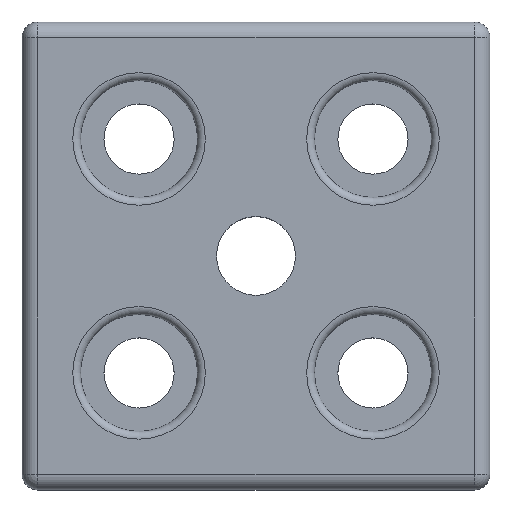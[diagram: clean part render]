
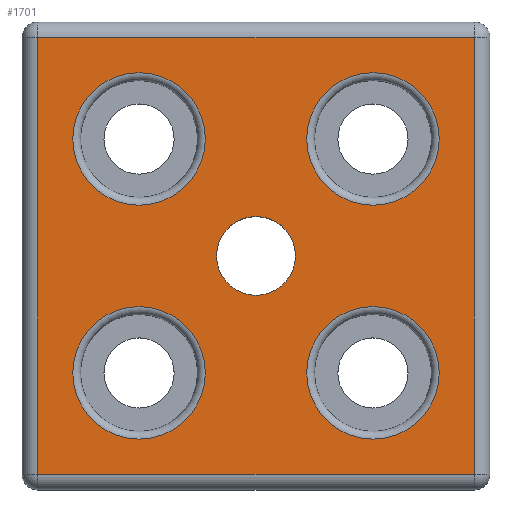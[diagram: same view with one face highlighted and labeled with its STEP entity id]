
A CAD part, top view. The second image highlights one B-rep face of the part: STEP entity #1701.
In plain terms, the highlighted planar face has unit normal (0, 0, 1).
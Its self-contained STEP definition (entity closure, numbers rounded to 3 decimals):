
#53=PLANE('',#1909);
#179=LINE('',#2964,#300);
#180=LINE('',#2967,#301);
#181=LINE('',#2969,#302);
#182=LINE('',#2971,#303);
#300=VECTOR('',#2425,1000.);
#301=VECTOR('',#2426,1000.);
#302=VECTOR('',#2427,1000.);
#303=VECTOR('',#2428,1000.);
#654=ORIENTED_EDGE('',*,*,#998,.T.);
#655=ORIENTED_EDGE('',*,*,#999,.T.);
#656=ORIENTED_EDGE('',*,*,#1000,.T.);
#657=ORIENTED_EDGE('',*,*,#1001,.T.);
#658=ORIENTED_EDGE('',*,*,#1002,.T.);
#659=ORIENTED_EDGE('',*,*,#1003,.T.);
#660=ORIENTED_EDGE('',*,*,#1004,.T.);
#661=ORIENTED_EDGE('',*,*,#1005,.T.);
#662=ORIENTED_EDGE('',*,*,#1006,.T.);
#998=EDGE_CURVE('',#1170,#1170,#1286,.T.);
#999=EDGE_CURVE('',#1171,#1171,#1287,.T.);
#1000=EDGE_CURVE('',#1172,#1172,#1288,.T.);
#1001=EDGE_CURVE('',#1173,#1173,#1289,.T.);
#1002=EDGE_CURVE('',#1174,#1174,#1290,.T.);
#1003=EDGE_CURVE('',#1175,#1176,#179,.F.);
#1004=EDGE_CURVE('',#1176,#1177,#180,.F.);
#1005=EDGE_CURVE('',#1177,#1178,#181,.F.);
#1006=EDGE_CURVE('',#1178,#1175,#182,.F.);
#1170=VERTEX_POINT('',#2955);
#1171=VERTEX_POINT('',#2957);
#1172=VERTEX_POINT('',#2959);
#1173=VERTEX_POINT('',#2961);
#1174=VERTEX_POINT('',#2963);
#1175=VERTEX_POINT('',#2965);
#1176=VERTEX_POINT('',#2966);
#1177=VERTEX_POINT('',#2968);
#1178=VERTEX_POINT('',#2970);
#1286=CIRCLE('',#1910,8.5);
#1287=CIRCLE('',#1911,8.5);
#1288=CIRCLE('',#1912,8.5);
#1289=CIRCLE('',#1913,8.5);
#1290=CIRCLE('',#1914,5.053);
#1390=EDGE_LOOP('',(#654));
#1391=EDGE_LOOP('',(#655));
#1392=EDGE_LOOP('',(#656));
#1393=EDGE_LOOP('',(#657));
#1394=EDGE_LOOP('',(#658));
#1395=EDGE_LOOP('',(#659,#660,#661,#662));
#1521=FACE_BOUND('',#1390,.T.);
#1522=FACE_BOUND('',#1391,.T.);
#1523=FACE_BOUND('',#1392,.T.);
#1524=FACE_BOUND('',#1393,.T.);
#1525=FACE_BOUND('',#1394,.T.);
#1526=FACE_BOUND('',#1395,.T.);
#1701=ADVANCED_FACE('',(#1521,#1522,#1523,#1524,#1525,#1526),#53,.F.);
#1909=AXIS2_PLACEMENT_3D('',#2953,#2413,#2414);
#1910=AXIS2_PLACEMENT_3D('',#2954,#2415,#2416);
#1911=AXIS2_PLACEMENT_3D('',#2956,#2417,#2418);
#1912=AXIS2_PLACEMENT_3D('',#2958,#2419,#2420);
#1913=AXIS2_PLACEMENT_3D('',#2960,#2421,#2422);
#1914=AXIS2_PLACEMENT_3D('',#2962,#2423,#2424);
#2413=DIRECTION('',(0.,0.,-1.));
#2414=DIRECTION('',(-1.,0.,0.));
#2415=DIRECTION('',(0.,0.,-1.));
#2416=DIRECTION('',(-1.,0.,0.));
#2417=DIRECTION('',(0.,0.,-1.));
#2418=DIRECTION('',(-1.,0.,0.));
#2419=DIRECTION('',(0.,0.,-1.));
#2420=DIRECTION('',(-1.,0.,0.));
#2421=DIRECTION('',(0.,0.,-1.));
#2422=DIRECTION('',(-1.,0.,0.));
#2423=DIRECTION('',(0.,0.,-1.));
#2424=DIRECTION('',(-1.,0.,0.));
#2425=DIRECTION('',(-1.,0.,0.));
#2426=DIRECTION('',(0.,-1.,0.));
#2427=DIRECTION('',(1.,0.,0.));
#2428=DIRECTION('',(0.,1.,0.));
#2953=CARTESIAN_POINT('',(28.,28.,0.));
#2954=CARTESIAN_POINT('',(15.,15.,0.));
#2955=CARTESIAN_POINT('',(6.5,15.,0.));
#2956=CARTESIAN_POINT('',(-15.,-15.,0.));
#2957=CARTESIAN_POINT('',(-23.5,-15.,0.));
#2958=CARTESIAN_POINT('',(15.,-15.,0.));
#2959=CARTESIAN_POINT('',(6.5,-15.,0.));
#2960=CARTESIAN_POINT('',(-15.,15.,0.));
#2961=CARTESIAN_POINT('',(-23.5,15.,0.));
#2962=CARTESIAN_POINT('',(0.,0.,0.));
#2963=CARTESIAN_POINT('',(-5.053,0.,0.));
#2964=CARTESIAN_POINT('',(28.,-28.,0.));
#2965=CARTESIAN_POINT('',(-28.,-28.,0.));
#2966=CARTESIAN_POINT('',(28.,-28.,0.));
#2967=CARTESIAN_POINT('',(28.,28.,0.));
#2968=CARTESIAN_POINT('',(28.,28.,0.));
#2969=CARTESIAN_POINT('',(28.,28.,0.));
#2970=CARTESIAN_POINT('',(-28.,28.,0.));
#2971=CARTESIAN_POINT('',(-28.,28.,0.));
